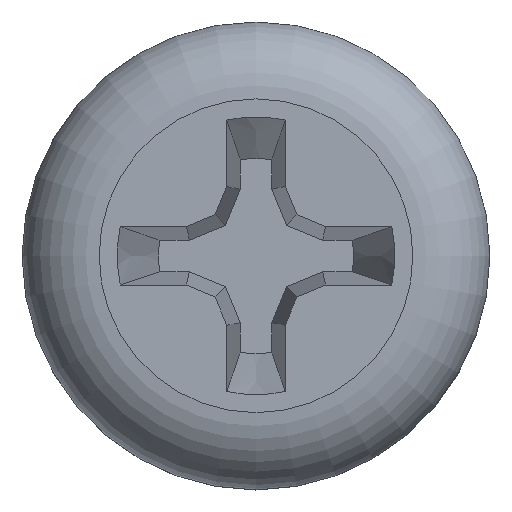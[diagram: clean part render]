
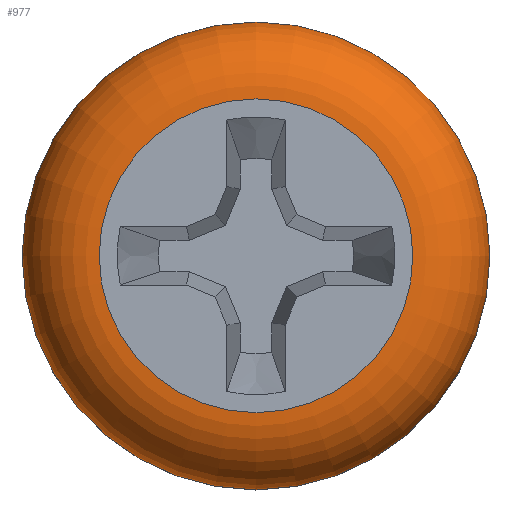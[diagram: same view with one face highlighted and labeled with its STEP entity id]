
A CAD part, top view. The second image highlights one B-rep face of the part: STEP entity #977.
In plain terms, the highlighted toroidal (fillet/blend) face has major radius 2.683 mm and minor radius 1.317 mm.
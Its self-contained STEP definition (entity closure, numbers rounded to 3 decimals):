
#40=TOROIDAL_SURFACE('',#1057,2.683,1.318);
#81=FACE_OUTER_BOUND('',#134,.T.);
#134=EDGE_LOOP('',(#731,#732,#733,#734,#735,#736,#737));
#171=CIRCLE('',#1058,4.);
#172=CIRCLE('',#1059,4.);
#173=CIRCLE('',#1060,1.318);
#174=CIRCLE('',#1061,2.683);
#175=CIRCLE('',#1062,2.683);
#176=CIRCLE('',#1063,4.);
#430=VERTEX_POINT('',#6007);
#431=VERTEX_POINT('',#6008);
#432=VERTEX_POINT('',#6010);
#433=VERTEX_POINT('',#6012);
#434=VERTEX_POINT('',#6014);
#556=EDGE_CURVE('',#430,#431,#171,.T.);
#557=EDGE_CURVE('',#432,#430,#172,.T.);
#558=EDGE_CURVE('',#432,#433,#173,.T.);
#559=EDGE_CURVE('',#433,#434,#174,.T.);
#560=EDGE_CURVE('',#434,#433,#175,.T.);
#561=EDGE_CURVE('',#431,#432,#176,.T.);
#731=ORIENTED_EDGE('',*,*,#556,.F.);
#732=ORIENTED_EDGE('',*,*,#557,.F.);
#733=ORIENTED_EDGE('',*,*,#558,.T.);
#734=ORIENTED_EDGE('',*,*,#559,.T.);
#735=ORIENTED_EDGE('',*,*,#560,.T.);
#736=ORIENTED_EDGE('',*,*,#558,.F.);
#737=ORIENTED_EDGE('',*,*,#561,.F.);
#977=ADVANCED_FACE('',(#81),#40,.T.);
#1057=AXIS2_PLACEMENT_3D('',#6006,#1185,#1186);
#1058=AXIS2_PLACEMENT_3D('',#6009,#1187,#1188);
#1059=AXIS2_PLACEMENT_3D('',#6011,#1189,#1190);
#1060=AXIS2_PLACEMENT_3D('',#6013,#1191,#1192);
#1061=AXIS2_PLACEMENT_3D('',#6015,#1193,#1194);
#1062=AXIS2_PLACEMENT_3D('',#6016,#1195,#1196);
#1063=AXIS2_PLACEMENT_3D('',#6017,#1197,#1198);
#1185=DIRECTION('center_axis',(0.,0.,-1.));
#1186=DIRECTION('ref_axis',(0.,1.,0.));
#1187=DIRECTION('center_axis',(0.,0.,-1.));
#1188=DIRECTION('ref_axis',(0.,1.,0.));
#1189=DIRECTION('center_axis',(0.,0.,-1.));
#1190=DIRECTION('ref_axis',(0.,1.,0.));
#1191=DIRECTION('center_axis',(-1.,0.,0.));
#1192=DIRECTION('ref_axis',(0.,-1.,0.));
#1193=DIRECTION('center_axis',(0.,0.,-1.));
#1194=DIRECTION('ref_axis',(0.,1.,0.));
#1195=DIRECTION('center_axis',(0.,0.,-1.));
#1196=DIRECTION('ref_axis',(0.,1.,0.));
#1197=DIRECTION('center_axis',(0.,0.,-1.));
#1198=DIRECTION('ref_axis',(0.,1.,0.));
#6006=CARTESIAN_POINT('Origin',(0.,0.,1.783));
#6007=CARTESIAN_POINT('',(-4.,0.,1.783));
#6008=CARTESIAN_POINT('',(4.,0.,1.783));
#6009=CARTESIAN_POINT('Origin',(0.,0.,1.783));
#6010=CARTESIAN_POINT('',(0.,-4.,1.783));
#6011=CARTESIAN_POINT('Origin',(0.,0.,1.783));
#6012=CARTESIAN_POINT('',(0.,-2.683,3.1));
#6013=CARTESIAN_POINT('Origin',(0.,-2.683,1.783));
#6014=CARTESIAN_POINT('',(0.,2.683,3.1));
#6015=CARTESIAN_POINT('Origin',(0.,0.,3.1));
#6016=CARTESIAN_POINT('Origin',(0.,0.,3.1));
#6017=CARTESIAN_POINT('Origin',(0.,0.,1.783));
